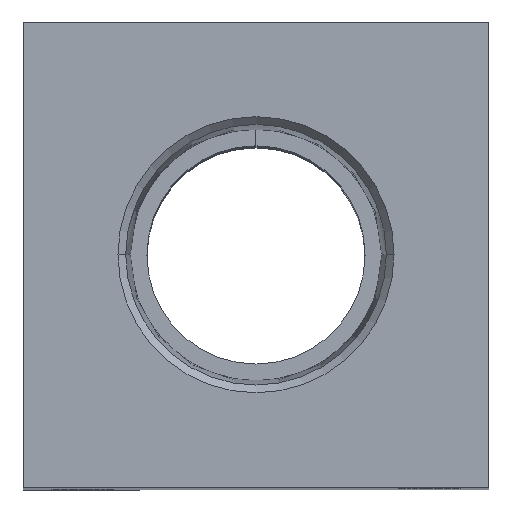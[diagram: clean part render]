
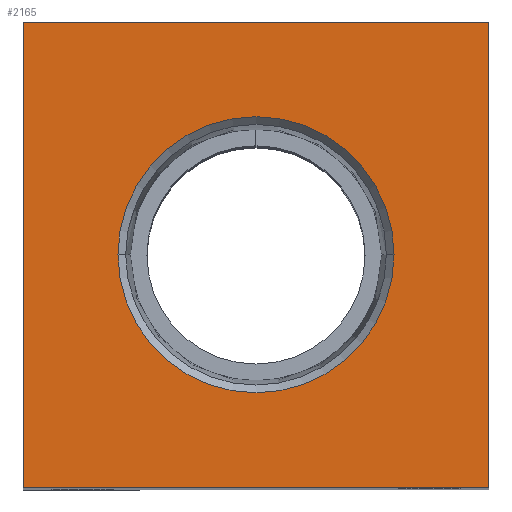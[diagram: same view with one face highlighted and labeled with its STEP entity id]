
A CAD part, top view. The second image highlights one B-rep face of the part: STEP entity #2165.
In plain terms, the highlighted planar face has unit normal (0, 0, 1).
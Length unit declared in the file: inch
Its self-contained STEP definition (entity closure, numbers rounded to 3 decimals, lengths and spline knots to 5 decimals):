
#32 = CARTESIAN_POINT ( 'NONE',  ( 0.44487, 0., 2.375 ) ) ;
#117 = DIRECTION ( 'NONE',  ( 1., 0., 0. ) ) ;
#142 = LINE ( 'NONE', #2495, #1094 ) ;
#150 = AXIS2_PLACEMENT_3D ( 'NONE', #1128, #716, #117 ) ;
#155 = CARTESIAN_POINT ( 'NONE',  ( 0.75, -0.75, 2.375 ) ) ;
#203 = DIRECTION ( 'NONE',  ( 0., 1., 0. ) ) ;
#244 = ORIENTED_EDGE ( 'NONE', *, *, #990, .F. ) ;
#283 = DIRECTION ( 'NONE',  ( -1., 0., 0. ) ) ;
#340 = LINE ( 'NONE', #538, #816 ) ;
#353 = CARTESIAN_POINT ( 'NONE',  ( 0.75, 0.75, 2.375 ) ) ;
#396 = CARTESIAN_POINT ( 'NONE',  ( 0.75, 0.75, 2.375 ) ) ;
#434 = LINE ( 'NONE', #353, #2403 ) ;
#440 = CIRCLE ( 'NONE', #1205, 0.44487 ) ;
#528 = AXIS2_PLACEMENT_3D ( 'NONE', #858, #800, #687 ) ;
#538 = CARTESIAN_POINT ( 'NONE',  ( 0.75, -0.75, 2.375 ) ) ;
#604 = EDGE_LOOP ( 'NONE', ( #244, #2300 ) ) ;
#648 = CARTESIAN_POINT ( 'NONE',  ( -0.75, -0.75, 2.375 ) ) ;
#664 = EDGE_CURVE ( 'NONE', #1443, #2078, #434, .T. ) ;
#687 = DIRECTION ( 'NONE',  ( 1., 0., 0. ) ) ;
#698 = DIRECTION ( 'NONE',  ( 0., -1., 0. ) ) ;
#716 = DIRECTION ( 'NONE',  ( 0., 0., 1. ) ) ;
#720 = CARTESIAN_POINT ( 'NONE',  ( -0.44487, 0., 2.375 ) ) ;
#738 = VERTEX_POINT ( 'NONE', #155 ) ;
#767 = VERTEX_POINT ( 'NONE', #32 ) ;
#800 = DIRECTION ( 'NONE',  ( 0., 0., 1. ) ) ;
#816 = VECTOR ( 'NONE', #1936, 39.37008 ) ;
#858 = CARTESIAN_POINT ( 'NONE',  ( 0., 0., 2.375 ) ) ;
#948 = FACE_BOUND ( 'NONE', #604, .T. ) ;
#990 = EDGE_CURVE ( 'NONE', #767, #1396, #440, .T. ) ;
#1094 = VECTOR ( 'NONE', #203, 39.37008 ) ;
#1128 = CARTESIAN_POINT ( 'NONE',  ( 0., 0., 2.375 ) ) ;
#1159 = ORIENTED_EDGE ( 'NONE', *, *, #664, .T. ) ;
#1205 = AXIS2_PLACEMENT_3D ( 'NONE', #2035, #2025, #2018 ) ;
#1320 = PLANE ( 'NONE',  #150 ) ;
#1321 = EDGE_LOOP ( 'NONE', ( #1488, #1986, #1838, #1159 ) ) ;
#1396 = VERTEX_POINT ( 'NONE', #720 ) ;
#1443 = VERTEX_POINT ( 'NONE', #396 ) ;
#1488 = ORIENTED_EDGE ( 'NONE', *, *, #1704, .T. ) ;
#1704 = EDGE_CURVE ( 'NONE', #2078, #2058, #2184, .T. ) ;
#1713 = VECTOR ( 'NONE', #698, 39.37008 ) ;
#1749 = EDGE_CURVE ( 'NONE', #1396, #767, #2130, .T. ) ;
#1838 = ORIENTED_EDGE ( 'NONE', *, *, #2356, .T. ) ;
#1898 = CARTESIAN_POINT ( 'NONE',  ( -0.75, -0.75, 2.375 ) ) ;
#1936 = DIRECTION ( 'NONE',  ( 1., 0., 0. ) ) ;
#1986 = ORIENTED_EDGE ( 'NONE', *, *, #2219, .T. ) ;
#2018 = DIRECTION ( 'NONE',  ( 1., 0., 0. ) ) ;
#2025 = DIRECTION ( 'NONE',  ( 0., 0., 1. ) ) ;
#2035 = CARTESIAN_POINT ( 'NONE',  ( 0., 0., 2.375 ) ) ;
#2058 = VERTEX_POINT ( 'NONE', #648 ) ;
#2078 = VERTEX_POINT ( 'NONE', #2186 ) ;
#2130 = CIRCLE ( 'NONE', #528, 0.44487 ) ;
#2165 = ADVANCED_FACE ( 'NONE', ( #948, #2376 ), #1320, .T. ) ;
#2184 = LINE ( 'NONE', #1898, #1713 ) ;
#2186 = CARTESIAN_POINT ( 'NONE',  ( -0.75, 0.75, 2.375 ) ) ;
#2219 = EDGE_CURVE ( 'NONE', #2058, #738, #340, .T. ) ;
#2300 = ORIENTED_EDGE ( 'NONE', *, *, #1749, .F. ) ;
#2356 = EDGE_CURVE ( 'NONE', #738, #1443, #142, .T. ) ;
#2376 = FACE_OUTER_BOUND ( 'NONE', #1321, .T. ) ;
#2403 = VECTOR ( 'NONE', #283, 39.37008 ) ;
#2495 = CARTESIAN_POINT ( 'NONE',  ( 0.75, -0.75, 2.375 ) ) ;
